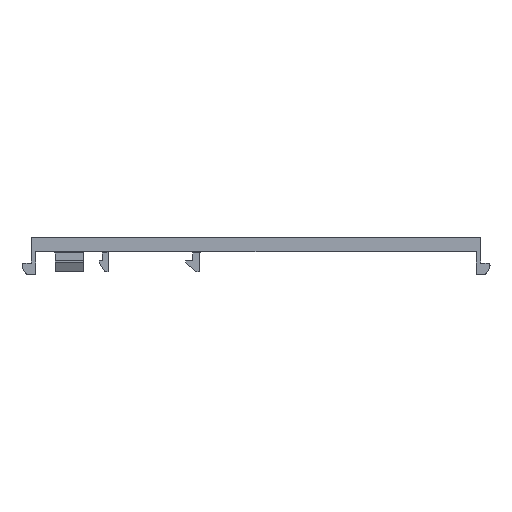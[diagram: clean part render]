
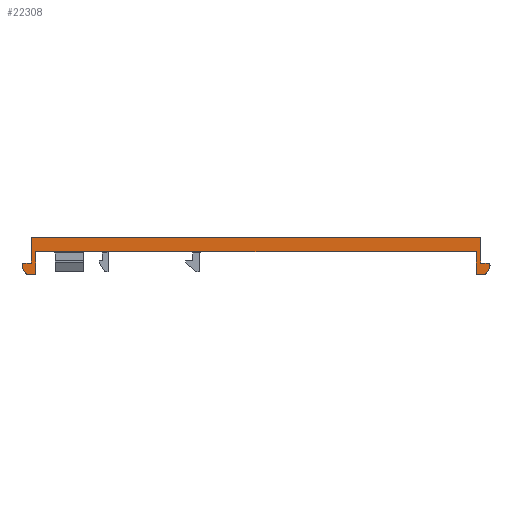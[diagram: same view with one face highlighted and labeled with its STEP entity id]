
A CAD part, left-side view. The second image highlights one B-rep face of the part: STEP entity #22308.
In plain terms, the highlighted planar face has unit normal (-1, 0, 0).
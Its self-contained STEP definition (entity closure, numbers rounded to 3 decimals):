
#2315=PLANE('',#23066);
#3499=FACE_OUTER_BOUND('',#4835,.T.);
#4835=EDGE_LOOP('',(#20950,#20951,#20952,#20953,#20954,#20955,#20956,#20957,
#20958,#20959,#20960,#20961,#20962,#20963,#20964,#20965));
#4965=LINE('',#27033,#7123);
#6952=LINE('',#39778,#9110);
#6978=LINE('',#39855,#9136);
#6981=LINE('',#39861,#9139);
#6982=LINE('',#39862,#9140);
#6983=LINE('',#39864,#9141);
#6984=LINE('',#39866,#9142);
#6985=LINE('',#39870,#9143);
#6986=LINE('',#39874,#9144);
#6987=LINE('',#39875,#9145);
#6988=LINE('',#39877,#9146);
#6989=LINE('',#39879,#9147);
#7123=VECTOR('',#23384,10.);
#9110=VECTOR('',#26543,10.);
#9136=VECTOR('',#26617,10.);
#9139=VECTOR('',#26622,10.);
#9140=VECTOR('',#26623,10.);
#9141=VECTOR('',#26624,10.);
#9142=VECTOR('',#26625,10.);
#9143=VECTOR('',#26628,10.);
#9144=VECTOR('',#26631,10.);
#9145=VECTOR('',#26632,10.);
#9146=VECTOR('',#26633,10.);
#9147=VECTOR('',#26634,10.);
#9227=CIRCLE('',#23064,0.5);
#9228=CIRCLE('',#23067,0.5);
#9229=CIRCLE('',#23068,0.5);
#9230=CIRCLE('',#23069,0.5);
#9328=VERTEX_POINT('',#27026);
#9331=VERTEX_POINT('',#27031);
#11342=VERTEX_POINT('',#39776);
#11343=VERTEX_POINT('',#39777);
#11368=VERTEX_POINT('',#39848);
#11369=VERTEX_POINT('',#39850);
#11370=VERTEX_POINT('',#39854);
#11372=VERTEX_POINT('',#39860);
#11373=VERTEX_POINT('',#39863);
#11374=VERTEX_POINT('',#39865);
#11375=VERTEX_POINT('',#39867);
#11376=VERTEX_POINT('',#39869);
#11377=VERTEX_POINT('',#39871);
#11378=VERTEX_POINT('',#39873);
#11379=VERTEX_POINT('',#39876);
#11380=VERTEX_POINT('',#39878);
#11529=EDGE_CURVE('',#9328,#9331,#4965,.T.);
#14548=EDGE_CURVE('',#11342,#11343,#6952,.T.);
#14574=EDGE_CURVE('',#11368,#11369,#9227,.T.);
#14576=EDGE_CURVE('',#11370,#11369,#6978,.T.);
#14579=EDGE_CURVE('',#11372,#11368,#6981,.T.);
#14580=EDGE_CURVE('',#9328,#11372,#6982,.T.);
#14581=EDGE_CURVE('',#9331,#11373,#6983,.T.);
#14582=EDGE_CURVE('',#11373,#11374,#6984,.T.);
#14583=EDGE_CURVE('',#11375,#11374,#9228,.T.);
#14584=EDGE_CURVE('',#11375,#11376,#6985,.T.);
#14585=EDGE_CURVE('',#11377,#11376,#9229,.T.);
#14586=EDGE_CURVE('',#11377,#11378,#6986,.T.);
#14587=EDGE_CURVE('',#11378,#11343,#6987,.T.);
#14588=EDGE_CURVE('',#11342,#11379,#6988,.T.);
#14589=EDGE_CURVE('',#11379,#11380,#6989,.T.);
#14590=EDGE_CURVE('',#11370,#11380,#9230,.T.);
#20950=ORIENTED_EDGE('',*,*,#14574,.F.);
#20951=ORIENTED_EDGE('',*,*,#14579,.F.);
#20952=ORIENTED_EDGE('',*,*,#14580,.F.);
#20953=ORIENTED_EDGE('',*,*,#11529,.T.);
#20954=ORIENTED_EDGE('',*,*,#14581,.T.);
#20955=ORIENTED_EDGE('',*,*,#14582,.T.);
#20956=ORIENTED_EDGE('',*,*,#14583,.F.);
#20957=ORIENTED_EDGE('',*,*,#14584,.T.);
#20958=ORIENTED_EDGE('',*,*,#14585,.F.);
#20959=ORIENTED_EDGE('',*,*,#14586,.T.);
#20960=ORIENTED_EDGE('',*,*,#14587,.T.);
#20961=ORIENTED_EDGE('',*,*,#14548,.F.);
#20962=ORIENTED_EDGE('',*,*,#14588,.T.);
#20963=ORIENTED_EDGE('',*,*,#14589,.T.);
#20964=ORIENTED_EDGE('',*,*,#14590,.F.);
#20965=ORIENTED_EDGE('',*,*,#14576,.T.);
#22308=ADVANCED_FACE('',(#3499),#2315,.T.);
#23064=AXIS2_PLACEMENT_3D('',#39851,#26612,#26613);
#23066=AXIS2_PLACEMENT_3D('',#39859,#26620,#26621);
#23067=AXIS2_PLACEMENT_3D('',#39868,#26626,#26627);
#23068=AXIS2_PLACEMENT_3D('',#39872,#26629,#26630);
#23069=AXIS2_PLACEMENT_3D('',#39880,#26635,#26636);
#23384=DIRECTION('',(0.,-1.,0.));
#26543=DIRECTION('',(0.,-1.,0.));
#26612=DIRECTION('center_axis',(1.,0.,0.));
#26613=DIRECTION('ref_axis',(0.,0.526,-0.851));
#26617=DIRECTION('',(0.,-0.447,-0.894));
#26620=DIRECTION('center_axis',(-1.,0.,0.));
#26621=DIRECTION('ref_axis',(0.,-1.,0.));
#26622=DIRECTION('',(0.,1.,0.));
#26623=DIRECTION('',(0.,0.,-1.));
#26624=DIRECTION('',(0.,0.,-1.));
#26625=DIRECTION('',(0.,-1.,0.));
#26626=DIRECTION('center_axis',(1.,0.,0.));
#26627=DIRECTION('ref_axis',(0.,-0.526,-0.851));
#26628=DIRECTION('',(0.,-0.447,0.894));
#26629=DIRECTION('center_axis',(1.,0.,0.));
#26630=DIRECTION('ref_axis',(0.,-0.851,0.526));
#26631=DIRECTION('',(0.,1.,0.));
#26632=DIRECTION('',(0.,0.,1.));
#26633=DIRECTION('',(0.,0.,-1.));
#26634=DIRECTION('',(0.,1.,0.));
#26635=DIRECTION('center_axis',(1.,0.,0.));
#26636=DIRECTION('ref_axis',(0.,0.851,0.526));
#27026=CARTESIAN_POINT('',(5.,84.2,0.));
#27031=CARTESIAN_POINT('',(5.,5.8,0.));
#27033=CARTESIAN_POINT('',(5.,85.,0.));
#39776=CARTESIAN_POINT('',(5.,85.,2.5));
#39777=CARTESIAN_POINT('',(5.,5.,2.5));
#39778=CARTESIAN_POINT('',(5.,85.,2.5));
#39848=CARTESIAN_POINT('',(5.,85.691,-4.));
#39850=CARTESIAN_POINT('',(5.,86.138,-3.724));
#39851=CARTESIAN_POINT('Origin',(5.,85.691,-3.5));
#39854=CARTESIAN_POINT('',(5.,86.638,-2.724));
#39855=CARTESIAN_POINT('',(5.,87.,-2.));
#39859=CARTESIAN_POINT('Origin',(5.,85.,0.));
#39860=CARTESIAN_POINT('',(5.,84.2,-4.));
#39861=CARTESIAN_POINT('',(5.,5.,-4.));
#39862=CARTESIAN_POINT('',(5.,84.2,0.));
#39863=CARTESIAN_POINT('',(5.,5.8,-4.));
#39864=CARTESIAN_POINT('',(5.,5.8,0.));
#39865=CARTESIAN_POINT('',(5.,4.309,-4.));
#39866=CARTESIAN_POINT('',(5.,5.,-4.));
#39867=CARTESIAN_POINT('',(5.,3.862,-3.724));
#39868=CARTESIAN_POINT('Origin',(5.,4.309,-3.5));
#39869=CARTESIAN_POINT('',(5.,3.362,-2.724));
#39870=CARTESIAN_POINT('',(5.,4.,-4.));
#39871=CARTESIAN_POINT('',(5.,3.809,-2.));
#39872=CARTESIAN_POINT('Origin',(5.,3.809,-2.5));
#39873=CARTESIAN_POINT('',(5.,5.,-2.));
#39874=CARTESIAN_POINT('',(5.,3.,-2.));
#39875=CARTESIAN_POINT('',(5.,5.,0.));
#39876=CARTESIAN_POINT('',(5.,85.,-2.));
#39877=CARTESIAN_POINT('',(5.,85.,0.));
#39878=CARTESIAN_POINT('',(5.,86.191,-2.));
#39879=CARTESIAN_POINT('',(5.,85.,-2.));
#39880=CARTESIAN_POINT('Origin',(5.,86.191,-2.5));
